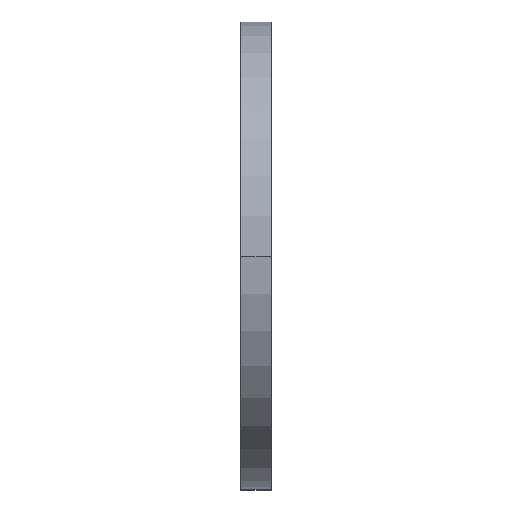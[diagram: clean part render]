
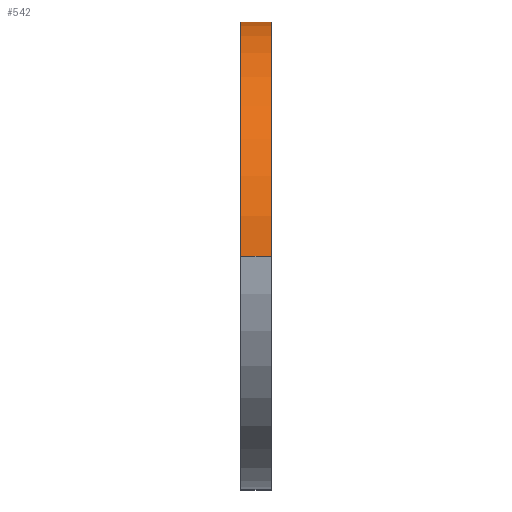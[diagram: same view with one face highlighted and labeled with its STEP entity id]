
A CAD part, left-side view. The second image highlights one B-rep face of the part: STEP entity #542.
In plain terms, the highlighted cylindrical face has radius 61.74 mm (diameter 123.48 mm), a partial arc.
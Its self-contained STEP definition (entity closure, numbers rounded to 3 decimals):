
#542 = ADVANCED_FACE( '', ( #1148 ), #1149, .T. );
#1148 = FACE_OUTER_BOUND( '', #2976, .T. );
#1149 = CYLINDRICAL_SURFACE( '', #2977, 61.74 );
#2976 = EDGE_LOOP( '', ( #6532, #6533, #6534, #6535 ) );
#2977 = AXIS2_PLACEMENT_3D( '', #6536, #6537, #6538 );
#6532 = ORIENTED_EDGE( '', *, *, #7908, .T. );
#6533 = ORIENTED_EDGE( '', *, *, #7710, .F. );
#6534 = ORIENTED_EDGE( '', *, *, #8185, .F. );
#6535 = ORIENTED_EDGE( '', *, *, #8186, .T. );
#6536 = CARTESIAN_POINT( '', ( 0., 0., 0. ) );
#6537 = DIRECTION( '', ( 0., 1., 0. ) );
#6538 = DIRECTION( '', ( 0., 0., -1. ) );
#7710 = EDGE_CURVE( '', #8643, #8645, #8646, .T. );
#7908 = EDGE_CURVE( '', #9026, #8645, #9027, .F. );
#8185 = EDGE_CURVE( '', #9431, #8643, #9432, .F. );
#8186 = EDGE_CURVE( '', #9431, #9026, #9433, .T. );
#8643 = VERTEX_POINT( '', #10166 );
#8645 = VERTEX_POINT( '', #10169 );
#8646 = CIRCLE( '', #10170, 61.74 );
#9026 = VERTEX_POINT( '', #12154 );
#9027 = LINE( '', #12155, #12156 );
#9431 = VERTEX_POINT( '', #13129 );
#9432 = LINE( '', #13130, #13131 );
#9433 = CIRCLE( '', #13132, 61.74 );
#10166 = CARTESIAN_POINT( '', ( 61.74, -4., 0. ) );
#10169 = CARTESIAN_POINT( '', ( -61.74, -4., 0. ) );
#10170 = AXIS2_PLACEMENT_3D( '', #14841, #14842, #14843 );
#12154 = CARTESIAN_POINT( '', ( -61.74, 4., 0. ) );
#12155 = CARTESIAN_POINT( '', ( -61.74, -4., 0. ) );
#12156 = VECTOR( '', #15132, 1000. );
#13129 = CARTESIAN_POINT( '', ( 61.74, 4., 0. ) );
#13130 = CARTESIAN_POINT( '', ( 61.74, -4., 0. ) );
#13131 = VECTOR( '', #15398, 1000. );
#13132 = AXIS2_PLACEMENT_3D( '', #15399, #15400, #15401 );
#14841 = CARTESIAN_POINT( '', ( 0., -4., 0. ) );
#14842 = DIRECTION( '', ( 0., -1., 0. ) );
#14843 = DIRECTION( '', ( 1., 0., 0. ) );
#15132 = DIRECTION( '', ( 0., 1., 0. ) );
#15398 = DIRECTION( '', ( 0., 1., 0. ) );
#15399 = CARTESIAN_POINT( '', ( 0., 4., 0. ) );
#15400 = DIRECTION( '', ( 0., -1., 0. ) );
#15401 = DIRECTION( '', ( 1., 0., 0. ) );
